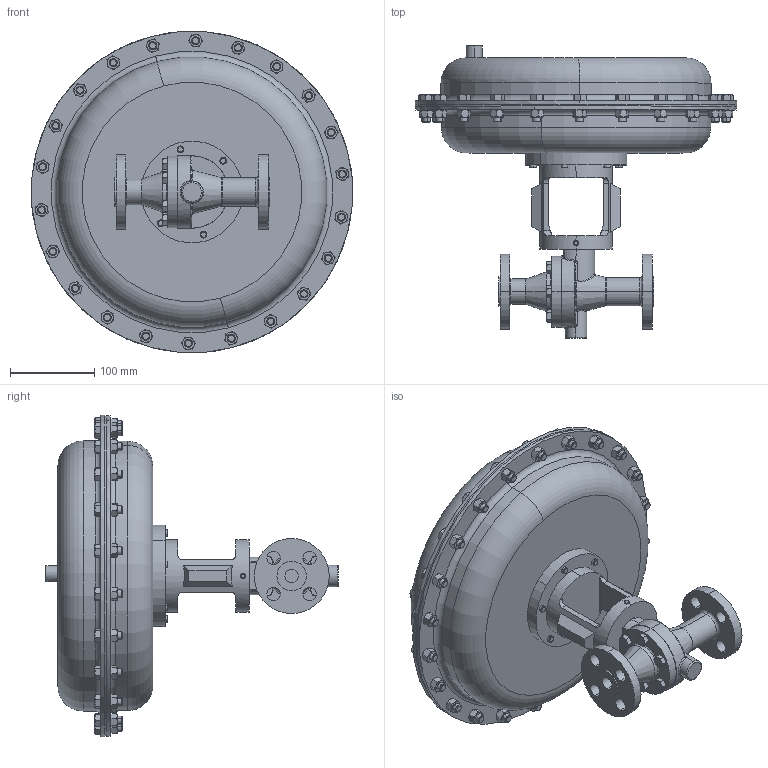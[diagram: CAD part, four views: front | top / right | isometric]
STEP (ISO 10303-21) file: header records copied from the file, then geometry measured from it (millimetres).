
FILE_DESCRIPTION (( 'STEP AP203' ), '1' );
FILE_NAME ('70-050-CS+S6-I5-85M.step', '2017-10-19T19:47:18', ( '' ), ( '' ), 'SwSTEP 2.0', 'SolidWorks 2014', '' );
FILE_SCHEMA (( 'CONFIG_CONTROL_DESIGN' ));
Length unit declared in the file: inch
Products named in the file (1): 70-050-CS+S6-I5-85M
Bounding box: 380.96 x 347 x 380.89 mm (x, y, z)
Volume: 10046981.4 mm3; surface area: 439436 mm2
Topology: 1 solids, 1 shells, 1110 faces, 2498 edges, 1483 vertices
Faces by surface type: cone 502, plane 423, cylinder 140, torus 30, bspline 11, sphere 4
Entity records: 35330 total; most frequent: CARTESIAN_POINT 11875, ORIENTED_EDGE 4996, DIRECTION 4594, EDGE_CURVE 2498, AXIS2_PLACEMENT_3D 1934, VERTEX_POINT 1483, EDGE_LOOP 1221, FACE_OUTER_BOUND 1110
